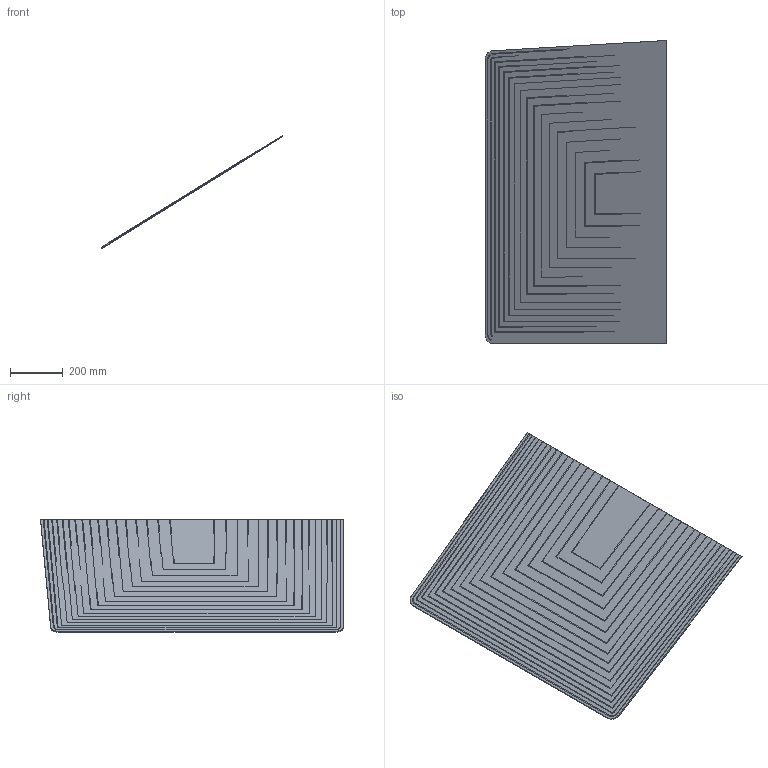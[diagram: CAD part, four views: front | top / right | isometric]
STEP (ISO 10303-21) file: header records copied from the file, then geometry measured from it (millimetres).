
FILE_DESCRIPTION(('FreeCAD Model'),'2;1');
FILE_NAME('detailed_HCLL/step/slice_cooling_plate_material_sample_envelope_1.step' ,'2018-05-01T08:42:05',('FreeCAD'),('FreeCAD'), 'Open CASCADE STEP processor 7.2','FreeCAD','Unknown');
FILE_SCHEMA(('AUTOMOTIVE_DESIGN_CC2 { 1 2 10303 214 -1 1 5 4 }'));
Length unit declared in the file: millimetre
Products named in the file (22): Open CASCADE STEP translator 7.2 21; Open CASCADE STEP translator 7.2 21.1; Open CASCADE STEP translator 7.2 21.2; Open CASCADE STEP translator 7.2 21.3; Open CASCADE STEP translator 7.2 21.4; Open CASCADE STEP translator 7.2 21.5; Open CASCADE STEP translator 7.2 21.6; Open CASCADE STEP translator 7.2 21.7; Open CASCADE STEP translator 7.2 21.8; Open CASCADE STEP translator 7.2 21.9; Open CASCADE STEP translator 7.2 21.10; Open CASCADE STEP translator 7.2 21.11; Open CASCADE STEP translator 7.2 21.12; Open CASCADE STEP translator 7.2 21.13; Open CASCADE STEP translator 7.2 21.14; Open CASCADE STEP translator 7.2 21.15; Open CASCADE STEP translator 7.2 21.16; Open CASCADE STEP translator 7.2 21.17; Open CASCADE STEP translator 7.2 21.18; Open CASCADE STEP translator 7.2 21.18.1; Open CASCADE STEP translator 7.2 21.18.2; Open CASCADE STEP translator 7.2 21.19
Assembly tree (21 placements, depth 3):
  Open CASCADE STEP translator 7.2 21
    Open CASCADE STEP translator 7.2 21.1
    Open CASCADE STEP translator 7.2 21.2
    Open CASCADE STEP translator 7.2 21.3
    Open CASCADE STEP translator 7.2 21.4
    Open CASCADE STEP translator 7.2 21.5
    Open CASCADE STEP translator 7.2 21.6
    Open CASCADE STEP translator 7.2 21.7
    Open CASCADE STEP translator 7.2 21.8
    Open CASCADE STEP translator 7.2 21.9
    Open CASCADE STEP translator 7.2 21.10
    Open CASCADE STEP translator 7.2 21.11
    Open CASCADE STEP translator 7.2 21.12
    Open CASCADE STEP translator 7.2 21.13
    Open CASCADE STEP translator 7.2 21.14
    Open CASCADE STEP translator 7.2 21.15
    Open CASCADE STEP translator 7.2 21.16
    Open CASCADE STEP translator 7.2 21.17
    Open CASCADE STEP translator 7.2 21.18
      Open CASCADE STEP translator 7.2 21.18.1
      Open CASCADE STEP translator 7.2 21.18.2
    Open CASCADE STEP translator 7.2 21.19
Bounding box: 691.33 x 1152.94 x 429.9 mm (x, y, z)
Volume: 4196578 mm3; surface area: 3850091.8 mm2
Topology: 20 solids, 20 shells, 200 faces, 482 edges, 322 vertices
Faces by surface type: plane 188, cylinder 12
Entity records: 11817 total; most frequent: CARTESIAN_POINT 2717, DIRECTION 1289, ORIENTED_EDGE 964, PCURVE 964, DEFINITIONAL_REPRESENTATION 964, LINE 767, VECTOR 767, B_SPLINE_CURVE_WITH_KNOTS 627
